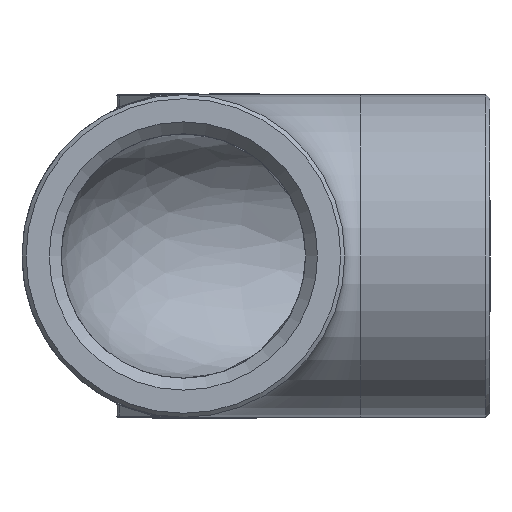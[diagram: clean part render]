
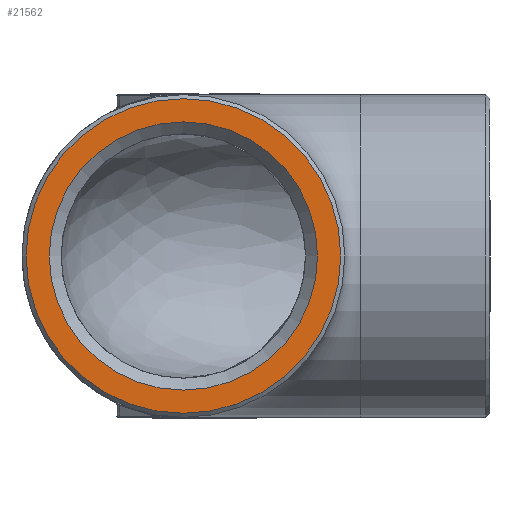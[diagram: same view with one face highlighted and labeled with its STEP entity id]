
A CAD part, front view. The second image highlights one B-rep face of the part: STEP entity #21562.
In plain terms, the highlighted planar face has unit normal (0, -1, 0).
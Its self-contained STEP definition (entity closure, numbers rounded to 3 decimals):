
#26 = VERTEX_POINT ( 'NONE', #1954 ) ;
#463 = DIRECTION ( 'NONE',  ( 0., 0., 1. ) ) ;
#1310 = PLANE ( 'NONE',  #21364 ) ;
#1954 = CARTESIAN_POINT ( 'NONE',  ( 0., 0., 19.5 ) ) ;
#3330 = FACE_BOUND ( 'NONE', #14707, .T. ) ;
#3525 = CIRCLE ( 'NONE', #16722, 19.5 ) ;
#3673 = DIRECTION ( 'NONE',  ( 0., 0., -1. ) ) ;
#4230 = ORIENTED_EDGE ( 'NONE', *, *, #20985, .T. ) ;
#5072 = CARTESIAN_POINT ( 'NONE',  ( 0., 0., -16.625 ) ) ;
#5330 = CARTESIAN_POINT ( 'NONE',  ( 0., 0., 0. ) ) ;
#6773 = DIRECTION ( 'NONE',  ( 0., 0., 1. ) ) ;
#7501 = AXIS2_PLACEMENT_3D ( 'NONE', #5330, #19013, #3673 ) ;
#7535 = EDGE_CURVE ( 'NONE', #17257, #17257, #20727, .T. ) ;
#8122 = CARTESIAN_POINT ( 'NONE',  ( 0., 0., 0. ) ) ;
#10983 = CARTESIAN_POINT ( 'NONE',  ( 0., 0., 0. ) ) ;
#14707 = EDGE_LOOP ( 'NONE', ( #20713 ) ) ;
#14949 = DIRECTION ( 'NONE',  ( 0., 1., 0. ) ) ;
#16722 = AXIS2_PLACEMENT_3D ( 'NONE', #10983, #19084, #463 ) ;
#17257 = VERTEX_POINT ( 'NONE', #5072 ) ;
#19013 = DIRECTION ( 'NONE',  ( 0., -1., 0. ) ) ;
#19084 = DIRECTION ( 'NONE',  ( 0., -1., 0. ) ) ;
#20713 = ORIENTED_EDGE ( 'NONE', *, *, #7535, .F. ) ;
#20727 = CIRCLE ( 'NONE', #7501, 16.625 ) ;
#20985 = EDGE_CURVE ( 'NONE', #26, #26, #3525, .T. ) ;
#21163 = EDGE_LOOP ( 'NONE', ( #4230 ) ) ;
#21364 = AXIS2_PLACEMENT_3D ( 'NONE', #8122, #14949, #6773 ) ;
#21562 = ADVANCED_FACE ( 'NONE', ( #21866, #3330 ), #1310, .F. ) ;
#21866 = FACE_OUTER_BOUND ( 'NONE', #21163, .T. ) ;
